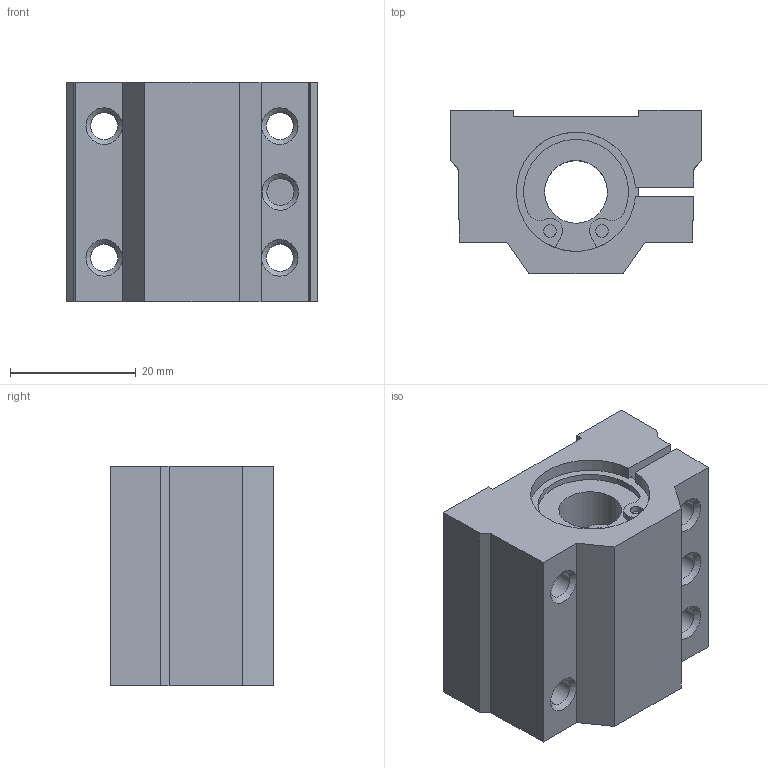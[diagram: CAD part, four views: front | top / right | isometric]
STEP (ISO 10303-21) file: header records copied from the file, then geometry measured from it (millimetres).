
FILE_DESCRIPTION((''),'2;1');
FILE_NAME('SC10AJUU.stp','2017-10-26T09:41:21',('Jrn'),(''),'Autodesk Inventor 2009','Autodesk Inventor 2009','');
FILE_SCHEMA(('AUTOMOTIVE_DESIGN { 1 0 10303 214 1 1 1 1 }'));
Length unit declared in the file: millimetre
Products named in the file (4): SC10AJUU; SC10UU; LM10-UU; DIN 472 19 x 1
Assembly tree (4 placements, depth 2):
  SC10AJUU
    SC10UU
    LM10-UU
    DIN 472 19 x 1  x2
Bounding box: 40 x 26 x 35 mm (x, y, z)
Volume: 24955.5 mm3; surface area: 13347.2 mm2
Topology: 4 solids, 4 shells, 83 faces, 225 edges, 152 vertices
Faces by surface type: plane 39, cylinder 26, bspline 13, cone 5
Full cylindrical faces by diameter (mm): 2 x4
Entity records: 2439 total; most frequent: CARTESIAN_POINT 554, DIRECTION 365, ORIENTED_EDGE 342, EDGE_CURVE 171, AXIS2_PLACEMENT_3D 127, VERTEX_POINT 123, VECTOR 111, LINE 111
